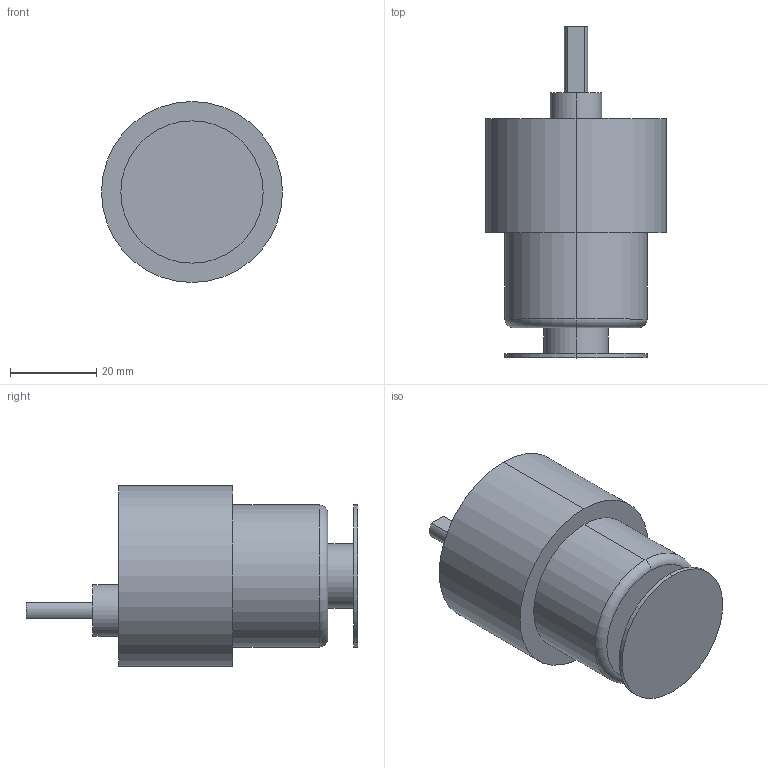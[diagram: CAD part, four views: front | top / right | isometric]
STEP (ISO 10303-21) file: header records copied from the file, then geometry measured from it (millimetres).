
FILE_DESCRIPTION (( 'STEP AP203' ), '1' );
FILE_NAME ('萇儂.STEP', '2023-07-15T13:00:36', ( '' ), ( '' ), 'SwSTEP 2.0', 'SolidWorks 2021', '' );
FILE_SCHEMA (( 'CONFIG_CONTROL_DESIGN' ));
Length unit declared in the file: millimetre
Products named in the file (1): 萇儂
Bounding box: 42 x 77 x 42 mm (x, y, z)
Volume: 58161.1 mm3; surface area: 10878.5 mm2
Topology: 1 solids, 1 shells, 41 faces, 82 edges, 54 vertices
Faces by surface type: cylinder 24, plane 15, torus 2
Entity records: 1169 total; most frequent: DIRECTION 218, CARTESIAN_POINT 178, ORIENTED_EDGE 164, AXIS2_PLACEMENT_3D 94, EDGE_CURVE 82, VERTEX_POINT 54, EDGE_LOOP 52, CIRCLE 52
